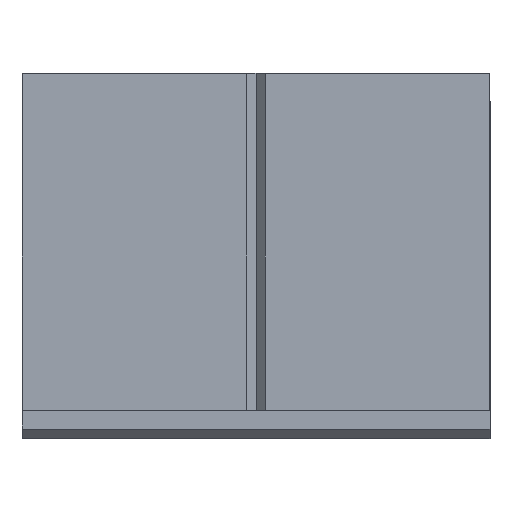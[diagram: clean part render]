
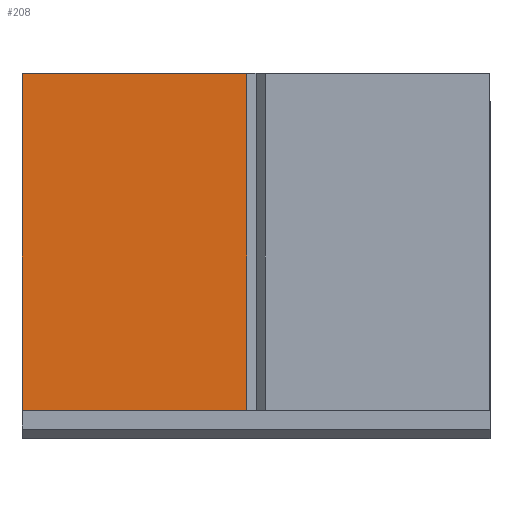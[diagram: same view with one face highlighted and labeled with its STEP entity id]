
A CAD part, front view. The second image highlights one B-rep face of the part: STEP entity #208.
In plain terms, the highlighted planar face has unit normal (0, -1, 0).
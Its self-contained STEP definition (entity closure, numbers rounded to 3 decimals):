
#208 = ADVANCED_FACE( '', ( #297 ), #298, .F. );
#297 = FACE_OUTER_BOUND( '', #476, .T. );
#298 = PLANE( '', #477 );
#476 = EDGE_LOOP( '', ( #767, #768, #769, #770 ) );
#477 = AXIS2_PLACEMENT_3D( '', #771, #772, #773 );
#767 = ORIENTED_EDGE( '', *, *, #974, .T. );
#768 = ORIENTED_EDGE( '', *, *, #975, .T. );
#769 = ORIENTED_EDGE( '', *, *, #976, .T. );
#770 = ORIENTED_EDGE( '', *, *, #977, .F. );
#771 = CARTESIAN_POINT( '', ( 12.5, -15.656, 18. ) );
#772 = DIRECTION( '', ( 0., 1., 0. ) );
#773 = DIRECTION( '', ( 0., 0., 1. ) );
#974 = EDGE_CURVE( '', #1149, #1150, #1151, .T. );
#975 = EDGE_CURVE( '', #1150, #1152, #1153, .T. );
#976 = EDGE_CURVE( '', #1152, #1154, #1155, .T. );
#977 = EDGE_CURVE( '', #1149, #1154, #1156, .T. );
#1149 = VERTEX_POINT( '', #1770 );
#1150 = VERTEX_POINT( '', #1771 );
#1151 = LINE( '', #1772, #1773 );
#1152 = VERTEX_POINT( '', #1774 );
#1153 = LINE( '', #1775, #1776 );
#1154 = VERTEX_POINT( '', #1777 );
#1155 = LINE( '', #1778, #1779 );
#1156 = LINE( '', #1780, #1781 );
#1770 = CARTESIAN_POINT( '', ( -0.5, -15.656, 0. ) );
#1771 = CARTESIAN_POINT( '', ( -0.5, -15.656, 18. ) );
#1772 = CARTESIAN_POINT( '', ( -0.5, -15.656, -25.109 ) );
#1773 = VECTOR( '', #1954, 1000. );
#1774 = CARTESIAN_POINT( '', ( -12.5, -15.656, 18. ) );
#1775 = CARTESIAN_POINT( '', ( 12.5, -15.656, 18. ) );
#1776 = VECTOR( '', #1955, 1000. );
#1777 = CARTESIAN_POINT( '', ( -12.5, -15.656, 0. ) );
#1778 = CARTESIAN_POINT( '', ( -12.5, -15.656, 18. ) );
#1779 = VECTOR( '', #1956, 1000. );
#1780 = CARTESIAN_POINT( '', ( 12.5, -15.656, 0. ) );
#1781 = VECTOR( '', #1957, 1000. );
#1954 = DIRECTION( '', ( 0., 0., 1. ) );
#1955 = DIRECTION( '', ( -1., 0., 0. ) );
#1956 = DIRECTION( '', ( 0., 0., -1. ) );
#1957 = DIRECTION( '', ( -1., 0., 0. ) );
